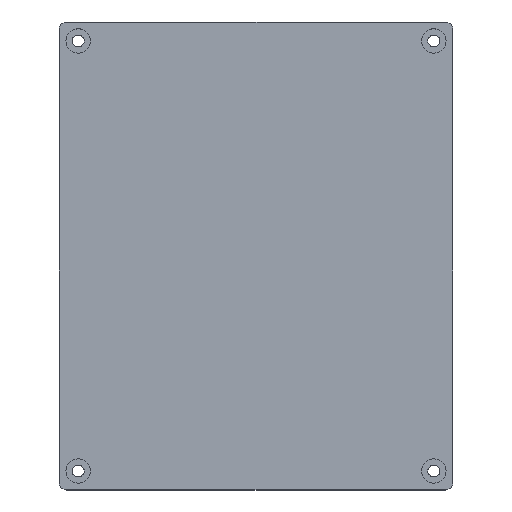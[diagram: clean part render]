
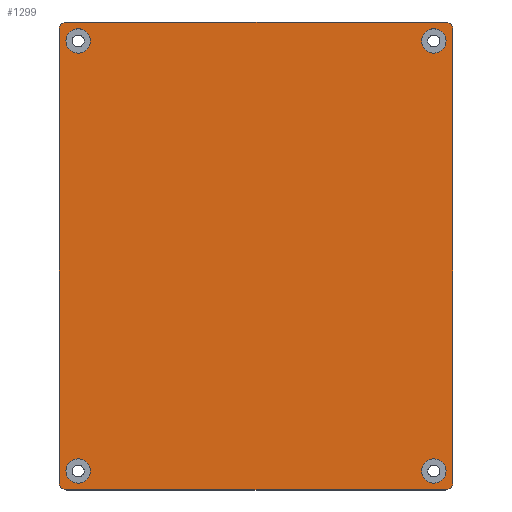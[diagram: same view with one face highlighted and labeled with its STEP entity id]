
A CAD part, top view. The second image highlights one B-rep face of the part: STEP entity #1299.
In plain terms, the highlighted planar face has unit normal (0, 0, 1).
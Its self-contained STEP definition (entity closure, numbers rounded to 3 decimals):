
#4 = ORIENTED_EDGE ( 'NONE', *, *, #237, .F. ) ;
#6 = CARTESIAN_POINT ( 'NONE',  ( 44.349, -59.584, 10. ) ) ;
#17 = EDGE_LOOP ( 'NONE', ( #475, #868 ) ) ;
#33 = DIRECTION ( 'NONE',  ( 0., 0., 1. ) ) ;
#34 = VERTEX_POINT ( 'NONE', #1681 ) ;
#55 = AXIS2_PLACEMENT_3D ( 'NONE', #739, #910, #1038 ) ;
#61 = DIRECTION ( 'NONE',  ( 1., 0., 0. ) ) ;
#66 = VECTOR ( 'NONE', #897, 1000. ) ;
#75 = EDGE_CURVE ( 'NONE', #207, #1292, #1145, .T. ) ;
#81 = ORIENTED_EDGE ( 'NONE', *, *, #1058, .T. ) ;
#112 = DIRECTION ( 'NONE',  ( 1., 0., 0. ) ) ;
#114 = DIRECTION ( 'NONE',  ( 1., 0., 0. ) ) ;
#116 = DIRECTION ( 'NONE',  ( 0., 0., 1. ) ) ;
#127 = AXIS2_PLACEMENT_3D ( 'NONE', #1832, #516, #1091 ) ;
#144 = VERTEX_POINT ( 'NONE', #1722 ) ;
#156 = VECTOR ( 'NONE', #1275, 1000. ) ;
#176 = DIRECTION ( 'NONE',  ( 1., 0., 0. ) ) ;
#177 = CARTESIAN_POINT ( 'NONE',  ( 47.599, 55.484, 10. ) ) ;
#183 = CIRCLE ( 'NONE', #779, 2. ) ;
#184 = VECTOR ( 'NONE', #1591, 1000. ) ;
#188 = CARTESIAN_POINT ( 'NONE',  ( -50.67, -62.655, 10. ) ) ;
#206 = CARTESIAN_POINT ( 'NONE',  ( -47.599, 55.484, 10. ) ) ;
#207 = VERTEX_POINT ( 'NONE', #1459 ) ;
#216 = DIRECTION ( 'NONE',  ( 1., 0., 0. ) ) ;
#231 = ORIENTED_EDGE ( 'NONE', *, *, #759, .F. ) ;
#232 = CARTESIAN_POINT ( 'NONE',  ( -52.67, 58.555, 10. ) ) ;
#237 = EDGE_CURVE ( 'NONE', #207, #1412, #1283, .T. ) ;
#252 = DIRECTION ( 'NONE',  ( 1., 0., 0. ) ) ;
#278 = AXIS2_PLACEMENT_3D ( 'NONE', #972, #529, #112 ) ;
#287 = CARTESIAN_POINT ( 'NONE',  ( 52.67, 0., 10. ) ) ;
#370 = CARTESIAN_POINT ( 'NONE',  ( 50.67, 58.555, 10. ) ) ;
#375 = FACE_BOUND ( 'NONE', #1380, .T. ) ;
#376 = CARTESIAN_POINT ( 'NONE',  ( 52.67, 58.555, 10. ) ) ;
#380 = CARTESIAN_POINT ( 'NONE',  ( -44.349, -59.584, 10. ) ) ;
#423 = DIRECTION ( 'NONE',  ( 0., 0., 1. ) ) ;
#475 = ORIENTED_EDGE ( 'NONE', *, *, #671, .F. ) ;
#476 = VECTOR ( 'NONE', #1651, 1000. ) ;
#488 = FACE_BOUND ( 'NONE', #1752, .T. ) ;
#496 = VERTEX_POINT ( 'NONE', #376 ) ;
#500 = DIRECTION ( 'NONE',  ( 1., 0., 0. ) ) ;
#516 = DIRECTION ( 'NONE',  ( 0., 0., 1. ) ) ;
#529 = DIRECTION ( 'NONE',  ( 0., 0., 1. ) ) ;
#531 = VERTEX_POINT ( 'NONE', #6 ) ;
#532 = CARTESIAN_POINT ( 'NONE',  ( 47.599, -59.584, 10. ) ) ;
#566 = CARTESIAN_POINT ( 'NONE',  ( 47.599, 55.484, 10. ) ) ;
#574 = CIRCLE ( 'NONE', #1460, 3.25 ) ;
#609 = DIRECTION ( 'NONE',  ( -1., 0., 0. ) ) ;
#631 = CIRCLE ( 'NONE', #1635, 2. ) ;
#633 = FACE_BOUND ( 'NONE', #17, .T. ) ;
#645 = DIRECTION ( 'NONE',  ( 0., 0., 1. ) ) ;
#671 = EDGE_CURVE ( 'NONE', #1502, #1693, #817, .T. ) ;
#680 = DIRECTION ( 'NONE',  ( -1., 0., 0. ) ) ;
#697 = CIRCLE ( 'NONE', #1733, 3.25 ) ;
#714 = ORIENTED_EDGE ( 'NONE', *, *, #848, .T. ) ;
#726 = AXIS2_PLACEMENT_3D ( 'NONE', #994, #863, #252 ) ;
#739 = CARTESIAN_POINT ( 'NONE',  ( -47.599, 55.484, 10. ) ) ;
#747 = EDGE_CURVE ( 'NONE', #1382, #144, #1515, .T. ) ;
#759 = EDGE_CURVE ( 'NONE', #531, #1342, #1209, .T. ) ;
#765 = LINE ( 'NONE', #1769, #66 ) ;
#779 = AXIS2_PLACEMENT_3D ( 'NONE', #188, #1347, #176 ) ;
#781 = CIRCLE ( 'NONE', #278, 2. ) ;
#801 = FACE_OUTER_BOUND ( 'NONE', #839, .T. ) ;
#817 = CIRCLE ( 'NONE', #726, 3.25 ) ;
#830 = CARTESIAN_POINT ( 'NONE',  ( -47.599, -59.584, 10. ) ) ;
#839 = EDGE_LOOP ( 'NONE', ( #714, #1514, #4, #1817, #1573, #81, #1206, #1256 ) ) ;
#843 = EDGE_CURVE ( 'NONE', #1342, #531, #1274, .T. ) ;
#848 = EDGE_CURVE ( 'NONE', #1477, #496, #1016, .T. ) ;
#863 = DIRECTION ( 'NONE',  ( 0., 0., 1. ) ) ;
#868 = ORIENTED_EDGE ( 'NONE', *, *, #1869, .F. ) ;
#881 = AXIS2_PLACEMENT_3D ( 'NONE', #1572, #1137, #1160 ) ;
#897 = DIRECTION ( 'NONE',  ( 0., -1., 0. ) ) ;
#907 = CIRCLE ( 'NONE', #1486, 3.25 ) ;
#910 = DIRECTION ( 'NONE',  ( 0., 0., 1. ) ) ;
#915 = VERTEX_POINT ( 'NONE', #1128 ) ;
#960 = CARTESIAN_POINT ( 'NONE',  ( 50.67, -64.655, 10. ) ) ;
#971 = CARTESIAN_POINT ( 'NONE',  ( -50.67, 58.555, 10. ) ) ;
#972 = CARTESIAN_POINT ( 'NONE',  ( 50.67, -62.655, 10. ) ) ;
#982 = EDGE_CURVE ( 'NONE', #915, #34, #1022, .T. ) ;
#994 = CARTESIAN_POINT ( 'NONE',  ( -47.599, -59.584, 10. ) ) ;
#1000 = AXIS2_PLACEMENT_3D ( 'NONE', #971, #1673, #216 ) ;
#1014 = CARTESIAN_POINT ( 'NONE',  ( 0., 60.555, 10. ) ) ;
#1016 = LINE ( 'NONE', #287, #156 ) ;
#1018 = EDGE_CURVE ( 'NONE', #1292, #1821, #765, .T. ) ;
#1022 = CIRCLE ( 'NONE', #55, 3.25 ) ;
#1038 = DIRECTION ( 'NONE',  ( 1., 0., 0. ) ) ;
#1058 = EDGE_CURVE ( 'NONE', #1821, #1646, #183, .T. ) ;
#1091 = DIRECTION ( 'NONE',  ( 1., 0., 0. ) ) ;
#1118 = CARTESIAN_POINT ( 'NONE',  ( 52.67, -62.655, 10. ) ) ;
#1124 = DIRECTION ( 'NONE',  ( -1., 0., 0. ) ) ;
#1128 = CARTESIAN_POINT ( 'NONE',  ( -44.349, 55.484, 10. ) ) ;
#1137 = DIRECTION ( 'NONE',  ( 0., 0., 1. ) ) ;
#1145 = CIRCLE ( 'NONE', #1000, 2. ) ;
#1160 = DIRECTION ( 'NONE',  ( -1., 0., 0. ) ) ;
#1173 = CARTESIAN_POINT ( 'NONE',  ( 0., -64.655, 10. ) ) ;
#1184 = LINE ( 'NONE', #1173, #476 ) ;
#1192 = CARTESIAN_POINT ( 'NONE',  ( -50.67, -64.655, 10. ) ) ;
#1206 = ORIENTED_EDGE ( 'NONE', *, *, #1585, .T. ) ;
#1209 = CIRCLE ( 'NONE', #1325, 3.25 ) ;
#1256 = ORIENTED_EDGE ( 'NONE', *, *, #1517, .T. ) ;
#1274 = CIRCLE ( 'NONE', #881, 3.25 ) ;
#1275 = DIRECTION ( 'NONE',  ( 0., 1., 0. ) ) ;
#1278 = DIRECTION ( 'NONE',  ( 0., 0., 1. ) ) ;
#1283 = LINE ( 'NONE', #1014, #184 ) ;
#1292 = VERTEX_POINT ( 'NONE', #232 ) ;
#1299 = ADVANCED_FACE ( 'NONE', ( #633, #375, #488, #1824, #801 ), #1506, .T. ) ;
#1325 = AXIS2_PLACEMENT_3D ( 'NONE', #532, #116, #1124 ) ;
#1335 = EDGE_LOOP ( 'NONE', ( #1598, #1456 ) ) ;
#1342 = VERTEX_POINT ( 'NONE', #1677 ) ;
#1347 = DIRECTION ( 'NONE',  ( 0., 0., 1. ) ) ;
#1380 = EDGE_LOOP ( 'NONE', ( #1644, #1524 ) ) ;
#1382 = VERTEX_POINT ( 'NONE', #1657 ) ;
#1412 = VERTEX_POINT ( 'NONE', #1828 ) ;
#1456 = ORIENTED_EDGE ( 'NONE', *, *, #1532, .F. ) ;
#1459 = CARTESIAN_POINT ( 'NONE',  ( -50.67, 60.555, 10. ) ) ;
#1460 = AXIS2_PLACEMENT_3D ( 'NONE', #830, #1278, #114 ) ;
#1477 = VERTEX_POINT ( 'NONE', #1118 ) ;
#1486 = AXIS2_PLACEMENT_3D ( 'NONE', #177, #33, #609 ) ;
#1502 = VERTEX_POINT ( 'NONE', #380 ) ;
#1503 = VERTEX_POINT ( 'NONE', #960 ) ;
#1506 = PLANE ( 'NONE',  #127 ) ;
#1514 = ORIENTED_EDGE ( 'NONE', *, *, #1707, .T. ) ;
#1515 = CIRCLE ( 'NONE', #1761, 3.25 ) ;
#1517 = EDGE_CURVE ( 'NONE', #1503, #1477, #781, .T. ) ;
#1524 = ORIENTED_EDGE ( 'NONE', *, *, #1617, .F. ) ;
#1532 = EDGE_CURVE ( 'NONE', #34, #915, #697, .T. ) ;
#1572 = CARTESIAN_POINT ( 'NONE',  ( 47.599, -59.584, 10. ) ) ;
#1573 = ORIENTED_EDGE ( 'NONE', *, *, #1018, .T. ) ;
#1585 = EDGE_CURVE ( 'NONE', #1646, #1503, #1184, .T. ) ;
#1591 = DIRECTION ( 'NONE',  ( 1., 0., 0. ) ) ;
#1598 = ORIENTED_EDGE ( 'NONE', *, *, #982, .F. ) ;
#1617 = EDGE_CURVE ( 'NONE', #144, #1382, #907, .T. ) ;
#1635 = AXIS2_PLACEMENT_3D ( 'NONE', #370, #645, #500 ) ;
#1644 = ORIENTED_EDGE ( 'NONE', *, *, #747, .F. ) ;
#1646 = VERTEX_POINT ( 'NONE', #1192 ) ;
#1651 = DIRECTION ( 'NONE',  ( 1., 0., 0. ) ) ;
#1657 = CARTESIAN_POINT ( 'NONE',  ( 50.849, 55.484, 10. ) ) ;
#1672 = CARTESIAN_POINT ( 'NONE',  ( -50.849, -59.584, 10. ) ) ;
#1673 = DIRECTION ( 'NONE',  ( 0., 0., 1. ) ) ;
#1677 = CARTESIAN_POINT ( 'NONE',  ( 50.849, -59.584, 10. ) ) ;
#1681 = CARTESIAN_POINT ( 'NONE',  ( -50.849, 55.484, 10. ) ) ;
#1693 = VERTEX_POINT ( 'NONE', #1672 ) ;
#1707 = EDGE_CURVE ( 'NONE', #496, #1412, #631, .T. ) ;
#1722 = CARTESIAN_POINT ( 'NONE',  ( 44.349, 55.484, 10. ) ) ;
#1733 = AXIS2_PLACEMENT_3D ( 'NONE', #206, #1789, #61 ) ;
#1752 = EDGE_LOOP ( 'NONE', ( #1838, #231 ) ) ;
#1761 = AXIS2_PLACEMENT_3D ( 'NONE', #566, #423, #680 ) ;
#1769 = CARTESIAN_POINT ( 'NONE',  ( -52.67, 0., 10. ) ) ;
#1774 = CARTESIAN_POINT ( 'NONE',  ( -52.67, -62.655, 10. ) ) ;
#1789 = DIRECTION ( 'NONE',  ( 0., 0., 1. ) ) ;
#1817 = ORIENTED_EDGE ( 'NONE', *, *, #75, .T. ) ;
#1821 = VERTEX_POINT ( 'NONE', #1774 ) ;
#1824 = FACE_BOUND ( 'NONE', #1335, .T. ) ;
#1828 = CARTESIAN_POINT ( 'NONE',  ( 50.67, 60.555, 10. ) ) ;
#1832 = CARTESIAN_POINT ( 'NONE',  ( 0., 0., 10. ) ) ;
#1838 = ORIENTED_EDGE ( 'NONE', *, *, #843, .F. ) ;
#1869 = EDGE_CURVE ( 'NONE', #1693, #1502, #574, .T. ) ;
